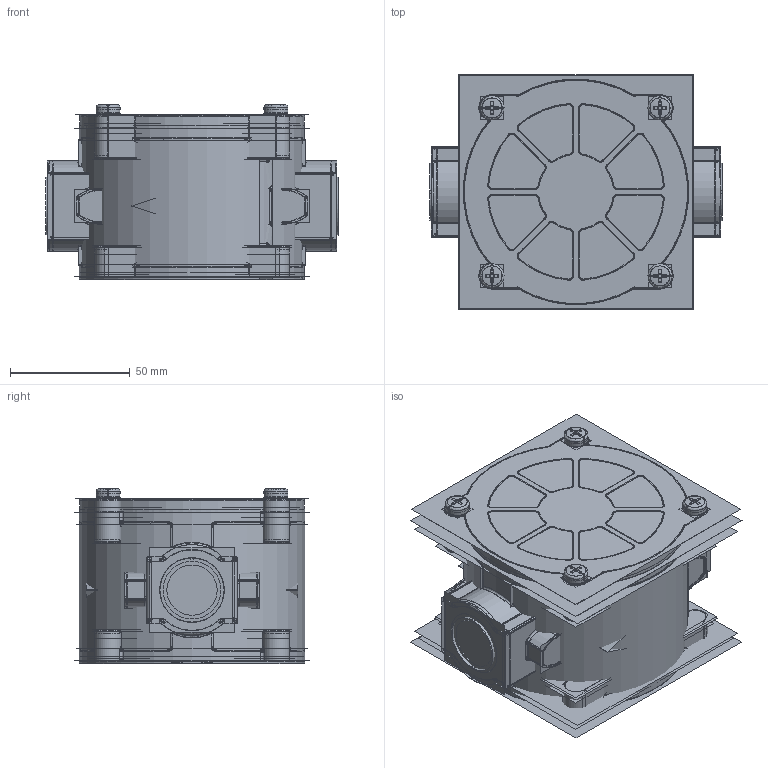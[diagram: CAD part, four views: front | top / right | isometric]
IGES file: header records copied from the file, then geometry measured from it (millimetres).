
Start section:  PTC IGES file: fm03.igs
Global section: file name: fm03.igs; native system: Creo Parametric by Parametric Technology Corporation; preprocessor: 2015030; author: Riccardo; organization: Unknown; date: 20151125.173418; units: millimetre
Bounding box: 122.1 x 97.85 x 73.23 mm (x, y, z)
Surface area: 683723.2 mm2 (no closed solid volume)
Topology: 0 solids, 0 shells, 2293 faces, 29293 edges, 38580 vertices
Faces by surface type: revolution 1613, bspline 680
